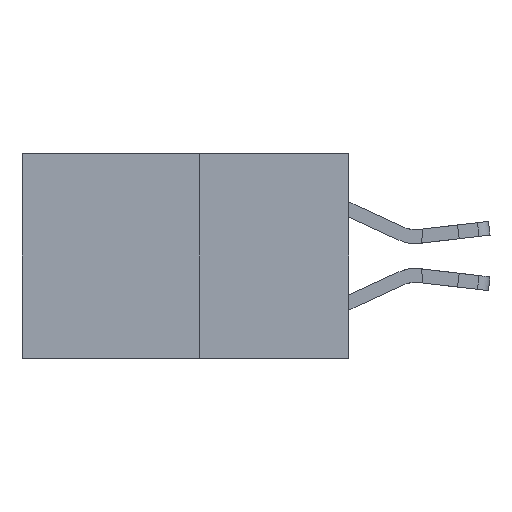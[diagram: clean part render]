
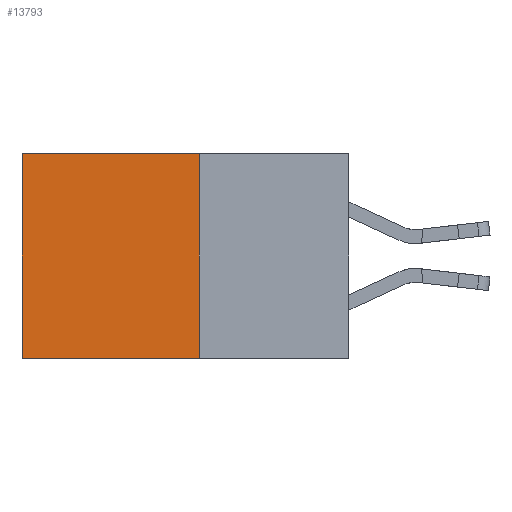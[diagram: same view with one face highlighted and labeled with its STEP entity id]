
A CAD part, left-side view. The second image highlights one B-rep face of the part: STEP entity #13793.
In plain terms, the highlighted planar face has unit normal (-1, 0, 0).
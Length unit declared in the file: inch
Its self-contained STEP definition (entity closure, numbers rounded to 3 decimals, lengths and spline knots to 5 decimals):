
#387 = AXIS2_PLACEMENT_3D ( 'NONE', #16013, #17471, #8735 ) ;
#2598 = PLANE ( 'NONE',  #387 ) ;
#3080 = VECTOR ( 'NONE', #9849, 39.37008 ) ;
#3375 = FACE_OUTER_BOUND ( 'NONE', #11791, .T. ) ;
#4788 = VERTEX_POINT ( 'NONE', #10496 ) ;
#5333 = CARTESIAN_POINT ( 'NONE',  ( 0.277, 0.27, -0.37 ) ) ;
#5452 = ORIENTED_EDGE ( 'NONE', *, *, #5904, .T. ) ;
#5904 = EDGE_CURVE ( 'NONE', #13121, #10199, #6842, .T. ) ;
#6842 = LINE ( 'NONE', #7277, #14208 ) ;
#7006 = CARTESIAN_POINT ( 'NONE',  ( 0.277, 0.27, -0.37 ) ) ;
#7260 = LINE ( 'NONE', #7006, #10760 ) ;
#7277 = CARTESIAN_POINT ( 'NONE',  ( 0.277, 0.59, -0.37 ) ) ;
#7360 = DIRECTION ( 'NONE',  ( 0., 0., -1. ) ) ;
#8223 = EDGE_CURVE ( 'NONE', #4788, #10199, #7260, .T. ) ;
#8735 = DIRECTION ( 'NONE',  ( 0., 0., -1. ) ) ;
#9849 = DIRECTION ( 'NONE',  ( 0., 0., -1. ) ) ;
#9999 = DIRECTION ( 'NONE',  ( 0., 1., 0. ) ) ;
#10199 = VERTEX_POINT ( 'NONE', #17193 ) ;
#10496 = CARTESIAN_POINT ( 'NONE',  ( 0.277, 0.27, -0.37 ) ) ;
#10760 = VECTOR ( 'NONE', #9999, 39.37008 ) ;
#10967 = DIRECTION ( 'NONE',  ( 0., 1., 0. ) ) ;
#11791 = EDGE_LOOP ( 'NONE', ( #5452, #12714, #11853, #13248 ) ) ;
#11853 = ORIENTED_EDGE ( 'NONE', *, *, #15585, .F. ) ;
#12714 = ORIENTED_EDGE ( 'NONE', *, *, #8223, .F. ) ;
#13121 = VERTEX_POINT ( 'NONE', #14577 ) ;
#13248 = ORIENTED_EDGE ( 'NONE', *, *, #13463, .T. ) ;
#13463 = EDGE_CURVE ( 'NONE', #18387, #13121, #13489, .T. ) ;
#13489 = LINE ( 'NONE', #16749, #16886 ) ;
#13793 = ADVANCED_FACE ( 'NONE', ( #3375 ), #2598, .F. ) ;
#14208 = VECTOR ( 'NONE', #7360, 39.37008 ) ;
#14541 = LINE ( 'NONE', #5333, #3080 ) ;
#14577 = CARTESIAN_POINT ( 'NONE',  ( 0.277, 0.59, 0. ) ) ;
#15585 = EDGE_CURVE ( 'NONE', #18387, #4788, #14541, .T. ) ;
#16013 = CARTESIAN_POINT ( 'NONE',  ( 0.277, 0.27, -0.37 ) ) ;
#16086 = CARTESIAN_POINT ( 'NONE',  ( 0.277, 0.27, 0. ) ) ;
#16749 = CARTESIAN_POINT ( 'NONE',  ( 0.277, 0.27, 0. ) ) ;
#16886 = VECTOR ( 'NONE', #10967, 39.37008 ) ;
#17193 = CARTESIAN_POINT ( 'NONE',  ( 0.277, 0.59, -0.37 ) ) ;
#17471 = DIRECTION ( 'NONE',  ( 1., 0., 0. ) ) ;
#18387 = VERTEX_POINT ( 'NONE', #16086 ) ;
